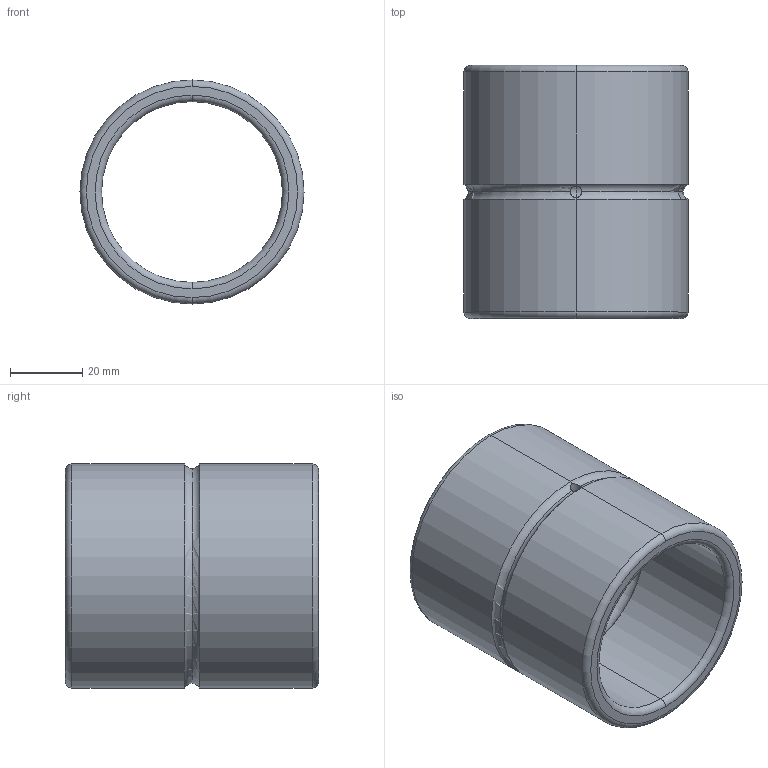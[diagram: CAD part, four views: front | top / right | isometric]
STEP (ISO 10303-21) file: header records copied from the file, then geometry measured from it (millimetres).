
FILE_DESCRIPTION (( 'STEP AP214' ), '1' );
FILE_NAME ('L50TWM.STEP', '2015-08-24T17:34:59', ( 'Patrick' ), ( '' ), 'SwSTEP 2.0', 'SolidWorks 2013', '' );
FILE_SCHEMA (( 'AUTOMOTIVE_DESIGN' ));
Length unit declared in the file: millimetre
Products named in the file (1): L50TWM
Bounding box: 62 x 70 x 62 mm (x, y, z)
Volume: 71777.1 mm3; surface area: 26568.5 mm2
Topology: 1 solids, 1 shells, 26 faces, 59 edges, 33 vertices
Faces by surface type: torus 14, cylinder 10, plane 2
Entity records: 854 total; most frequent: CARTESIAN_POINT 215, DIRECTION 146, ORIENTED_EDGE 118, AXIS2_PLACEMENT_3D 68, EDGE_CURVE 59, CIRCLE 41, VERTEX_POINT 33, EDGE_LOOP 28
